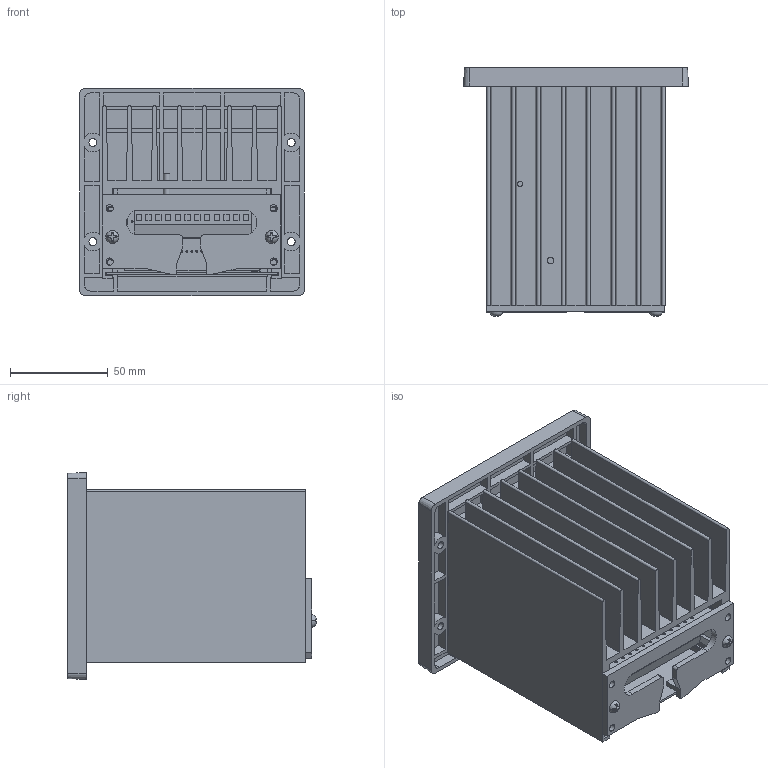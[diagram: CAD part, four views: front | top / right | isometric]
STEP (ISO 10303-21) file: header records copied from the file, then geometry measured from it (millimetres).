
FILE_DESCRIPTION (( 'STEP AP214' ), '1' );
FILE_NAME ('GSD8-240-10C-D.STEP', '2019-09-16T21:58:12', ( '' ), ( '' ), 'SwSTEP 2.0', 'SolidWorks 2017', '' );
FILE_SCHEMA (( 'AUTOMOTIVE_DESIGN' ));
Length unit declared in the file: inch
Products named in the file (1): GSD8-240-10C-D
Bounding box: 115.29 x 127.48 x 106.15 mm (x, y, z)
Volume: 294869.6 mm3; surface area: 248263.3 mm2
Topology: 15 solids, 15 shells, 2177 faces, 5825 edges, 3857 vertices
Faces by surface type: plane 1186, cylinder 918, bspline 58, cone 9, torus 6
Entity records: 74282 total; most frequent: CARTESIAN_POINT 12812, DIRECTION 11794, ORIENTED_EDGE 11650, EDGE_CURVE 5825, AXIS2_PLACEMENT_3D 4015, VERTEX_POINT 3857, LINE 3764, VECTOR 3764
